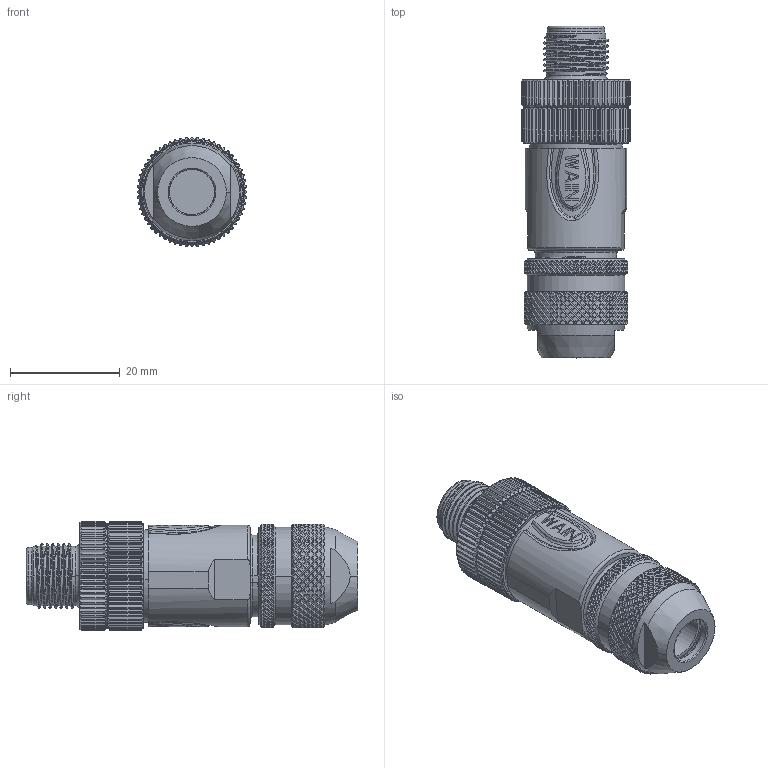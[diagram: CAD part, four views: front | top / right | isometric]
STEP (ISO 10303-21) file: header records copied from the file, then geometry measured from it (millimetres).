
FILE_DESCRIPTION((''),'2;1');
FILE_NAME('3D_1630044132002_M12-MST04A-T-D','2023-10-07T',('lian.chen'),(''),'PRO/ENGINEER BY PARAMETRIC TECHNOLOGY CORPORATION, 2012480','PRO/ENGINEER BY PARAMETRIC TECHNOLOGY CORPORATION, 2012480','');
FILE_SCHEMA(('CONFIG_CONTROL_DESIGN'));
Products named in the file (1): 3D_1630044132002_M12-MST04A-T-D
Bounding box: 20 x 60.35 x 20 mm (x, y, z)
Volume: 13163.9 mm3; surface area: 5627.7 mm2
Topology: 1 solids, 2 shells, 4686 faces, 10725 edges, 6069 vertices
Faces by surface type: bspline 2918, cylinder 1032, plane 440, cone 267, torus 17, extrusion 6, sphere 6
Entity records: 211287 total; most frequent: CARTESIAN_POINT 133334, ORIENTED_EDGE 21438, EDGE_CURVE 10719, B_SPLINE_CURVE_WITH_KNOTS 8705, DIRECTION 6370, VERTEX_POINT 6069, EDGE_LOOP 4720, FACE_OUTER_BOUND 4686
